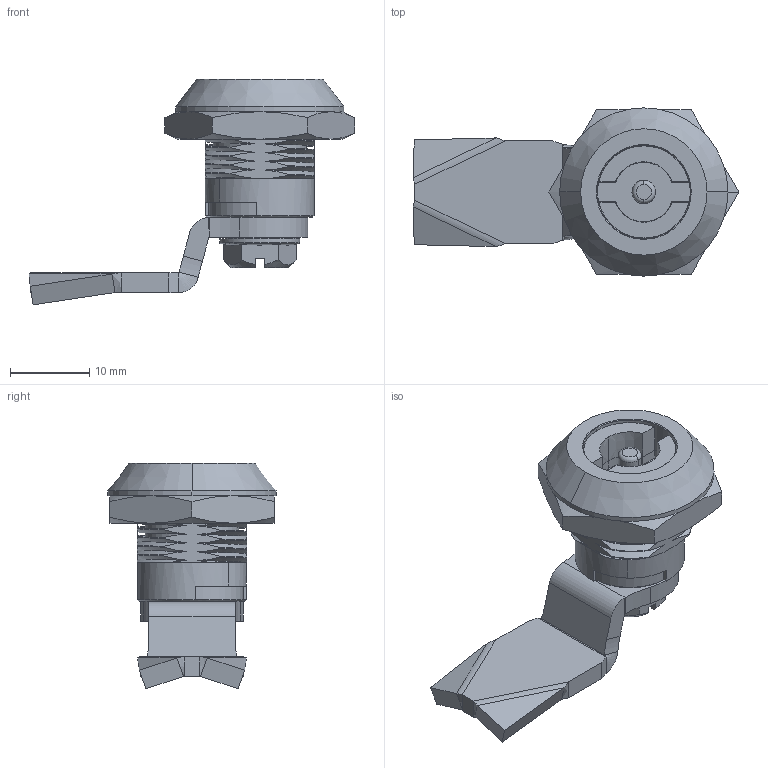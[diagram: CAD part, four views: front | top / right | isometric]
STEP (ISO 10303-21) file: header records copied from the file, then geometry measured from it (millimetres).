
FILE_DESCRIPTION (( 'STEP AP203' ), '1' );
FILE_NAME ('KY63.1.2.3024.STEP', '2022-09-07T07:46:18', ( '' ), ( '' ), 'SwSTEP 2.0', 'SolidWorks 2021', '' );
FILE_SCHEMA (( 'CONFIG_CONTROL_DESIGN' ));
Length unit declared in the file: millimetre
Products named in the file (1): KY63.1.2.3024
Bounding box: 41.19 x 21.3 x 28.55 mm (x, y, z)
Surface area: 3955.7 mm2 (no closed solid volume)
Topology: 0 solids, 11 shells, 259 faces, 792 edges, 532 vertices
Faces by surface type: plane 98, cylinder 51, bspline 47, cone 39, torus 24
Entity records: 20625 total; most frequent: CARTESIAN_POINT 14396, ORIENTED_EDGE 1331, DIRECTION 1075, EDGE_CURVE 792, VERTEX_POINT 532, AXIS2_PLACEMENT_3D 399, LINE 277, VECTOR 277
